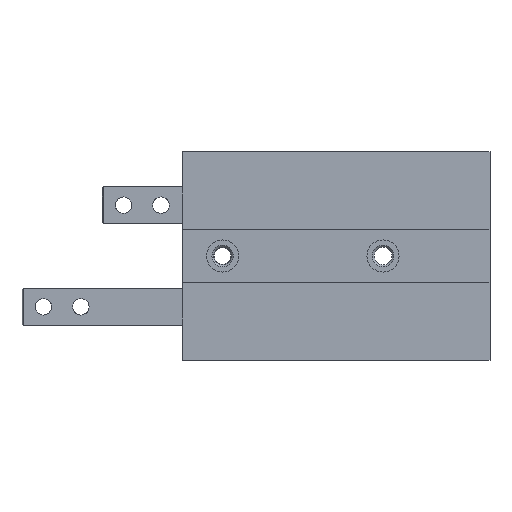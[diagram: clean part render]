
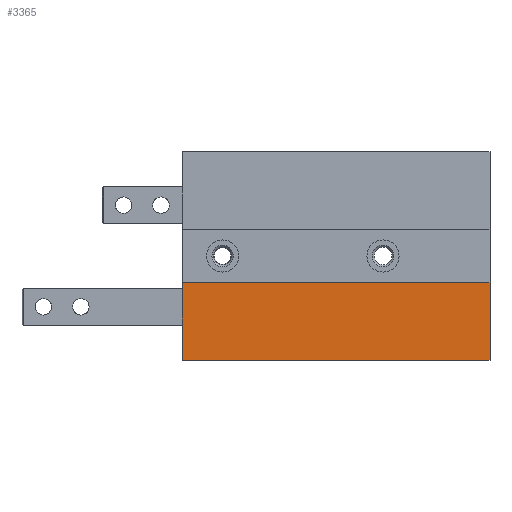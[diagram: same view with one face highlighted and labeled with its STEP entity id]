
A CAD part, left-side view. The second image highlights one B-rep face of the part: STEP entity #3365.
In plain terms, the highlighted face is planar.
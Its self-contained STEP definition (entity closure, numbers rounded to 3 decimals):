
#167=LINE('',#5049,#461);
#211=LINE('',#5247,#505);
#212=LINE('',#5249,#506);
#213=LINE('',#5251,#507);
#461=VECTOR('',#4002,1000.);
#505=VECTOR('',#4162,1000.);
#506=VECTOR('',#4163,1000.);
#507=VECTOR('',#4164,1000.);
#864=ORIENTED_EDGE('',*,*,#1734,.T.);
#865=ORIENTED_EDGE('',*,*,#1735,.F.);
#866=ORIENTED_EDGE('',*,*,#1736,.F.);
#867=ORIENTED_EDGE('',*,*,#1650,.T.);
#1650=EDGE_CURVE('',#2097,#2096,#167,.T.);
#1734=EDGE_CURVE('',#2096,#2158,#211,.T.);
#1735=EDGE_CURVE('',#2159,#2158,#212,.T.);
#1736=EDGE_CURVE('',#2097,#2159,#213,.T.);
#2096=VERTEX_POINT('',#5048);
#2097=VERTEX_POINT('',#5050);
#2158=VERTEX_POINT('',#5248);
#2159=VERTEX_POINT('',#5250);
#2571=EDGE_LOOP('',(#864,#865,#866,#867));
#2907=FACE_BOUND('',#2571,.T.);
#3214=PLANE('',#3664);
#3365=ADVANCED_FACE('',(#2907),#3214,.F.);
#3664=AXIS2_PLACEMENT_3D('',#5246,#4160,#4161);
#4002=DIRECTION('',(0.,-1.,0.));
#4160=DIRECTION('',(0.,0.,1.));
#4161=DIRECTION('',(1.,0.,0.));
#4162=DIRECTION('',(-1.,0.,0.));
#4163=DIRECTION('',(0.,-1.,0.));
#4164=DIRECTION('',(-1.,0.,0.));
#5048=CARTESIAN_POINT('',(39.,0.,-15.8));
#5049=CARTESIAN_POINT('',(39.,115.,-15.8));
#5050=CARTESIAN_POINT('',(39.,115.,-15.8));
#5246=CARTESIAN_POINT('',(39.,115.,-15.8));
#5247=CARTESIAN_POINT('',(39.,0.,-15.8));
#5248=CARTESIAN_POINT('',(10.,0.,-15.8));
#5249=CARTESIAN_POINT('',(10.,115.,-15.8));
#5250=CARTESIAN_POINT('',(10.,115.,-15.8));
#5251=CARTESIAN_POINT('',(39.,115.,-15.8));
